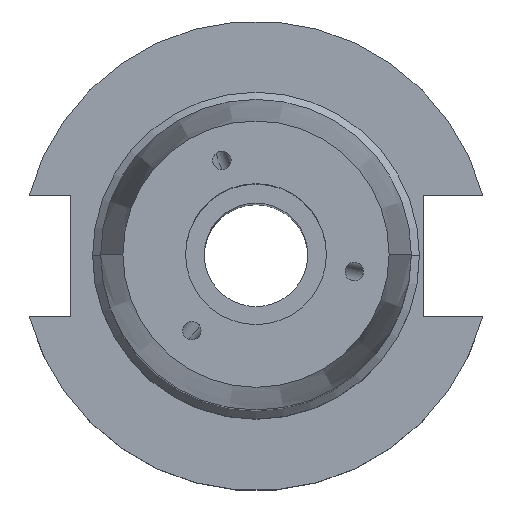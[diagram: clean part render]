
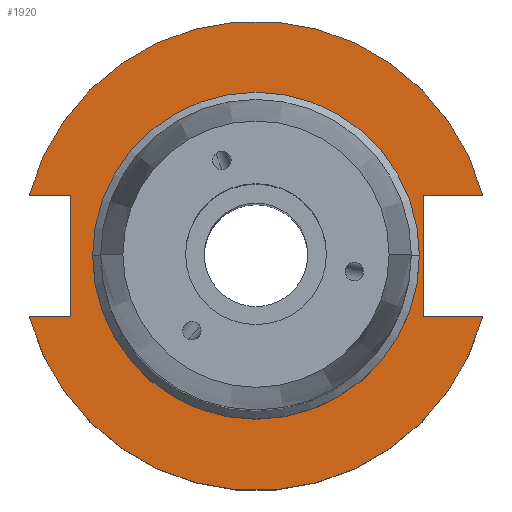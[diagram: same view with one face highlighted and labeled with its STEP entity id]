
A CAD part, top view. The second image highlights one B-rep face of the part: STEP entity #1920.
In plain terms, the highlighted planar face has unit normal (0, 0, 1).
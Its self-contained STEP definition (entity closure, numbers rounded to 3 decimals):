
#105 = CIRCLE ( 'NONE', #1592, 22.1 ) ;
#111 = CIRCLE ( 'NONE', #191, 31.75 ) ;
#123 = DIRECTION ( 'NONE',  ( -1., 0., 0. ) ) ;
#126 = ORIENTED_EDGE ( 'NONE', *, *, #2207, .F. ) ;
#135 = CARTESIAN_POINT ( 'NONE',  ( -25.091, 8.191, 19.05 ) ) ;
#163 = VERTEX_POINT ( 'NONE', #1317 ) ;
#191 = AXIS2_PLACEMENT_3D ( 'NONE', #1998, #2153, #1109 ) ;
#197 = CARTESIAN_POINT ( 'NONE',  ( 0., 0., 19.05 ) ) ;
#211 = ORIENTED_EDGE ( 'NONE', *, *, #1952, .F. ) ;
#252 = VERTEX_POINT ( 'NONE', #1134 ) ;
#273 = CIRCLE ( 'NONE', #2250, 31.75 ) ;
#285 = EDGE_CURVE ( 'NONE', #1265, #950, #111, .T. ) ;
#294 = ORIENTED_EDGE ( 'NONE', *, *, #499, .T. ) ;
#298 = CARTESIAN_POINT ( 'NONE',  ( 22.1, 0., 19.05 ) ) ;
#328 = FACE_OUTER_BOUND ( 'NONE', #1845, .T. ) ;
#329 = AXIS2_PLACEMENT_3D ( 'NONE', #197, #1468, #372 ) ;
#337 = CARTESIAN_POINT ( 'NONE',  ( 0., 0., 19.05 ) ) ;
#372 = DIRECTION ( 'NONE',  ( 1., 0., 0. ) ) ;
#431 = ORIENTED_EDGE ( 'NONE', *, *, #1127, .T. ) ;
#448 = ORIENTED_EDGE ( 'NONE', *, *, #2025, .T. ) ;
#487 = ORIENTED_EDGE ( 'NONE', *, *, #2078, .F. ) ;
#499 = EDGE_CURVE ( 'NONE', #1025, #1187, #2117, .T. ) ;
#503 = CARTESIAN_POINT ( 'NONE',  ( 22.606, 22.1, 19.05 ) ) ;
#528 = DIRECTION ( 'NONE',  ( 1., 0., 0. ) ) ;
#592 = VECTOR ( 'NONE', #1480, 1000. ) ;
#655 = CARTESIAN_POINT ( 'NONE',  ( 30.675, -8.191, 19.05 ) ) ;
#656 = LINE ( 'NONE', #503, #1084 ) ;
#667 = EDGE_LOOP ( 'NONE', ( #487, #126 ) ) ;
#682 = CARTESIAN_POINT ( 'NONE',  ( -61.091, -8.191, 19.05 ) ) ;
#832 = CARTESIAN_POINT ( 'NONE',  ( -61.091, 8.191, 19.05 ) ) ;
#902 = EDGE_CURVE ( 'NONE', #1052, #2068, #1030, .T. ) ;
#950 = VERTEX_POINT ( 'NONE', #655 ) ;
#956 = EDGE_CURVE ( 'NONE', #2022, #950, #1923, .T. ) ;
#971 = VECTOR ( 'NONE', #1079, 1000. ) ;
#973 = CARTESIAN_POINT ( 'NONE',  ( 30.675, 8.191, 19.05 ) ) ;
#1025 = VERTEX_POINT ( 'NONE', #135 ) ;
#1030 = LINE ( 'NONE', #1303, #592 ) ;
#1046 = PLANE ( 'NONE',  #2128 ) ;
#1052 = VERTEX_POINT ( 'NONE', #973 ) ;
#1058 = CARTESIAN_POINT ( 'NONE',  ( 0., -8.191, 19.05 ) ) ;
#1060 = DIRECTION ( 'NONE',  ( 0., 0., 1. ) ) ;
#1070 = CARTESIAN_POINT ( 'NONE',  ( 22.606, 8.191, 19.05 ) ) ;
#1079 = DIRECTION ( 'NONE',  ( 1., 0., 0. ) ) ;
#1084 = VECTOR ( 'NONE', #1947, 1000. ) ;
#1109 = DIRECTION ( 'NONE',  ( 1., 0., 0. ) ) ;
#1115 = VECTOR ( 'NONE', #2313, 1000. ) ;
#1127 = EDGE_CURVE ( 'NONE', #252, #1025, #1687, .T. ) ;
#1134 = CARTESIAN_POINT ( 'NONE',  ( -30.675, 8.191, 19.05 ) ) ;
#1187 = VERTEX_POINT ( 'NONE', #1386 ) ;
#1197 = VECTOR ( 'NONE', #2112, 1000. ) ;
#1216 = DIRECTION ( 'NONE',  ( 0., 0., -1. ) ) ;
#1265 = VERTEX_POINT ( 'NONE', #1438 ) ;
#1276 = CIRCLE ( 'NONE', #329, 22.1 ) ;
#1303 = CARTESIAN_POINT ( 'NONE',  ( 0., 8.191, 19.05 ) ) ;
#1309 = FACE_BOUND ( 'NONE', #667, .T. ) ;
#1317 = CARTESIAN_POINT ( 'NONE',  ( -22.1, 0., 19.05 ) ) ;
#1386 = CARTESIAN_POINT ( 'NONE',  ( -25.091, -8.191, 19.05 ) ) ;
#1403 = ORIENTED_EDGE ( 'NONE', *, *, #1984, .T. ) ;
#1428 = CARTESIAN_POINT ( 'NONE',  ( -25.091, 8.191, 19.05 ) ) ;
#1438 = CARTESIAN_POINT ( 'NONE',  ( -30.675, -8.191, 19.05 ) ) ;
#1468 = DIRECTION ( 'NONE',  ( 0., 0., 1. ) ) ;
#1480 = DIRECTION ( 'NONE',  ( -1., 0., 0. ) ) ;
#1592 = AXIS2_PLACEMENT_3D ( 'NONE', #337, #1604, #528 ) ;
#1604 = DIRECTION ( 'NONE',  ( 0., 0., 1. ) ) ;
#1687 = LINE ( 'NONE', #832, #2278 ) ;
#1720 = DIRECTION ( 'NONE',  ( 1., 0., 0. ) ) ;
#1775 = LINE ( 'NONE', #682, #1197 ) ;
#1845 = EDGE_LOOP ( 'NONE', ( #294, #211, #2162, #2286, #448, #1983, #1403, #431 ) ) ;
#1920 = ADVANCED_FACE ( 'NONE', ( #1309, #328 ), #1046, .F. ) ;
#1923 = LINE ( 'NONE', #1058, #971 ) ;
#1943 = CARTESIAN_POINT ( 'NONE',  ( 22.606, -8.191, 19.05 ) ) ;
#1947 = DIRECTION ( 'NONE',  ( 0., 1., 0. ) ) ;
#1950 = VERTEX_POINT ( 'NONE', #298 ) ;
#1952 = EDGE_CURVE ( 'NONE', #1265, #1187, #1775, .T. ) ;
#1983 = ORIENTED_EDGE ( 'NONE', *, *, #902, .F. ) ;
#1984 = EDGE_CURVE ( 'NONE', #1052, #252, #273, .T. ) ;
#1998 = CARTESIAN_POINT ( 'NONE',  ( 0., 0., 19.05 ) ) ;
#2022 = VERTEX_POINT ( 'NONE', #1943 ) ;
#2025 = EDGE_CURVE ( 'NONE', #2022, #2068, #656, .T. ) ;
#2068 = VERTEX_POINT ( 'NONE', #1070 ) ;
#2078 = EDGE_CURVE ( 'NONE', #1950, #163, #105, .T. ) ;
#2112 = DIRECTION ( 'NONE',  ( 1., 0., 0. ) ) ;
#2117 = LINE ( 'NONE', #1428, #1115 ) ;
#2120 = CARTESIAN_POINT ( 'NONE',  ( 0., 0., 19.05 ) ) ;
#2128 = AXIS2_PLACEMENT_3D ( 'NONE', #2280, #1216, #123 ) ;
#2153 = DIRECTION ( 'NONE',  ( 0., 0., 1. ) ) ;
#2162 = ORIENTED_EDGE ( 'NONE', *, *, #285, .T. ) ;
#2207 = EDGE_CURVE ( 'NONE', #163, #1950, #1276, .T. ) ;
#2250 = AXIS2_PLACEMENT_3D ( 'NONE', #2120, #1060, #2293 ) ;
#2278 = VECTOR ( 'NONE', #1720, 1000. ) ;
#2280 = CARTESIAN_POINT ( 'NONE',  ( 0., 22.1, 19.05 ) ) ;
#2286 = ORIENTED_EDGE ( 'NONE', *, *, #956, .F. ) ;
#2293 = DIRECTION ( 'NONE',  ( 1., 0., 0. ) ) ;
#2313 = DIRECTION ( 'NONE',  ( 0., -1., 0. ) ) ;
